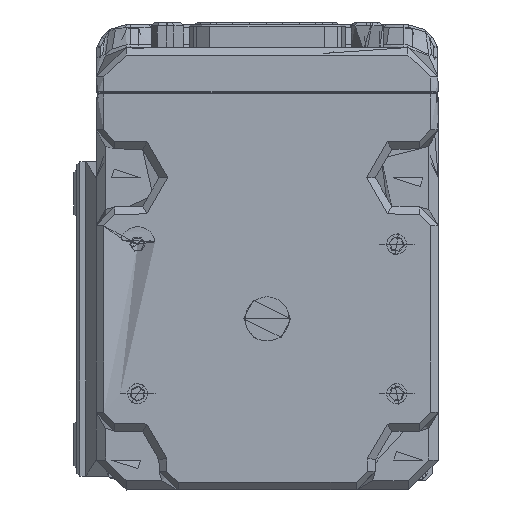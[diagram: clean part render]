
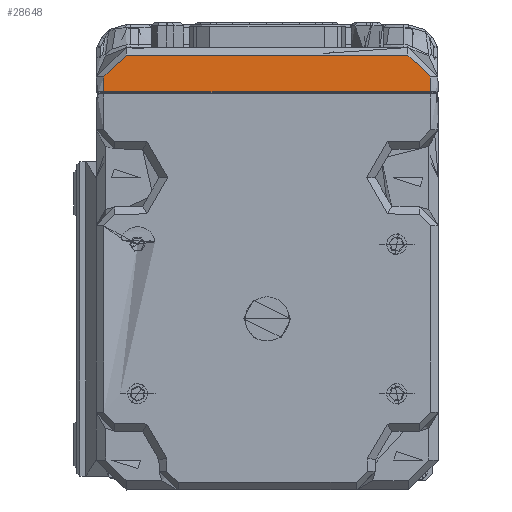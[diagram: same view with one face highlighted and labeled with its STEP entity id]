
A CAD part, left-side view. The second image highlights one B-rep face of the part: STEP entity #28648.
In plain terms, the highlighted planar face has unit normal (1, 0, -0.018).
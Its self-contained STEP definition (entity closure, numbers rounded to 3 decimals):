
#470 = ORIENTED_EDGE ( 'NONE', *, *, #29877, .F. ) ;
#2263 = CARTESIAN_POINT ( 'NONE',  ( -124.835, 3.213, 43.999 ) ) ;
#4050 = CARTESIAN_POINT ( 'NONE',  ( -124.859, 1.206, 42.677 ) ) ;
#4713 = CARTESIAN_POINT ( 'NONE',  ( -124.881, 54.827, 41.378 ) ) ;
#7832 = ORIENTED_EDGE ( 'NONE', *, *, #31746, .F. ) ;
#10473 = EDGE_LOOP ( 'NONE', ( #34022, #28820, #46035, #7832, #470, #15579 ) ) ;
#10938 = VERTEX_POINT ( 'NONE', #48473 ) ;
#10989 = EDGE_CURVE ( 'NONE', #12533, #78099, #23251, .T. ) ;
#11721 = PLANE ( 'NONE',  #70353 ) ;
#12378 = CARTESIAN_POINT ( 'NONE',  ( -124.847, 53.483, 43.342 ) ) ;
#12533 = VERTEX_POINT ( 'NONE', #20883 ) ;
#12830 = CARTESIAN_POINT ( 'NONE',  ( -124.834, 51.469, 44.091 ) ) ;
#15579 = ORIENTED_EDGE ( 'NONE', *, *, #21054, .T. ) ;
#17567 = VERTEX_POINT ( 'NONE', #38920 ) ;
#17711 = CARTESIAN_POINT ( 'NONE',  ( -124.898, 0.44, 40.423 ) ) ;
#18201 = B_SPLINE_CURVE_WITH_KNOTS ( 'NONE', 3,
 ( #82199, #81771, #39729, #20297 ),
 .UNSPECIFIED., .F., .F.,
 ( 4, 4 ),
 ( 0., 1. ),
 .UNSPECIFIED. ) ;
#19551 = CARTESIAN_POINT ( 'NONE',  ( -124.926, 0.411, 38.791 ) ) ;
#20297 = CARTESIAN_POINT ( 'NONE',  ( -124.941, 55.003, 37.975 ) ) ;
#20385 = B_SPLINE_CURVE_WITH_KNOTS ( 'NONE', 3,
 ( #74732, #19551, #52546, #17711 ),
 .UNSPECIFIED., .F., .F.,
 ( 4, 4 ),
 ( 0., 1. ),
 .UNSPECIFIED. ) ;
#20883 = CARTESIAN_POINT ( 'NONE',  ( -124.834, 4.173, 44.091 ) ) ;
#21054 = EDGE_CURVE ( 'NONE', #17567, #12533, #32396, .T. ) ;
#21489 = VERTEX_POINT ( 'NONE', #59046 ) ;
#22672 = B_SPLINE_CURVE_WITH_KNOTS ( 'NONE', 3,
 ( #26838, #12830, #60328, #60779, #82004, #66708, #52652, #12378, #80660, #34048, #88329, #73928, #68481, #67593, #4713, #39964, #32252, #75286 ),
 .UNSPECIFIED., .F., .F.,
 ( 4, 2, 2, 2, 2, 2, 2, 2, 4 ),
 ( 0., 0.125, 0.25, 0.375, 0.5, 0.625, 0.75, 0.875, 1. ),
 .UNSPECIFIED. ) ;
#23019 = CARTESIAN_POINT ( 'NONE',  ( -124.834, 51.227, 44.091 ) ) ;
#23251 = B_SPLINE_CURVE_WITH_KNOTS ( 'NONE', 3,
 ( #36633, #64267, #2263, #29825, #57431, #4050, #59216, #25327, #52892, #81360 ),
 .UNSPECIFIED., .F., .F.,
 ( 4, 2, 2, 2, 4 ),
 ( 0., 0.25, 0.5, 0.75, 1. ),
 .UNSPECIFIED. ) ;
#24494 = EDGE_CURVE ( 'NONE', #10938, #78099, #20385, .T. ) ;
#25327 = CARTESIAN_POINT ( 'NONE',  ( -124.881, 0.549, 41.381 ) ) ;
#26212 = FACE_OUTER_BOUND ( 'NONE', #10473, .T. ) ;
#26307 = B_SPLINE_CURVE_WITH_KNOTS ( 'NONE', 3,
 ( #71040, #43882, #62935, #28531 ),
 .UNSPECIFIED., .F., .F.,
 ( 4, 4 ),
 ( 0., 1. ),
 .UNSPECIFIED. ) ;
#26838 = CARTESIAN_POINT ( 'NONE',  ( -124.834, 51.227, 44.091 ) ) ;
#26931 = CARTESIAN_POINT ( 'NONE',  ( -124.941, 55.003, 37.975 ) ) ;
#27935 = DIRECTION ( 'NONE',  ( 0., -1., 0. ) ) ;
#28531 = CARTESIAN_POINT ( 'NONE',  ( -124.941, 0.397, 37.975 ) ) ;
#28648 = ADVANCED_FACE ( 'NONE', ( #26212 ), #11721, .F. ) ;
#28820 = ORIENTED_EDGE ( 'NONE', *, *, #24494, .F. ) ;
#29825 = CARTESIAN_POINT ( 'NONE',  ( -124.842, 2.306, 43.627 ) ) ;
#29877 = EDGE_CURVE ( 'NONE', #17567, #21489, #22672, .T. ) ;
#31746 = EDGE_CURVE ( 'NONE', #21489, #32685, #18201, .T. ) ;
#32252 = CARTESIAN_POINT ( 'NONE',  ( -124.894, 54.956, 40.664 ) ) ;
#32396 = B_SPLINE_CURVE_WITH_KNOTS ( 'NONE', 3,
 ( #23019, #42488, #50630, #64679 ),
 .UNSPECIFIED., .F., .F.,
 ( 4, 4 ),
 ( 0., 1. ),
 .UNSPECIFIED. ) ;
#32685 = VERTEX_POINT ( 'NONE', #26931 ) ;
#34022 = ORIENTED_EDGE ( 'NONE', *, *, #10989, .T. ) ;
#34048 = CARTESIAN_POINT ( 'NONE',  ( -124.855, 54.016, 42.851 ) ) ;
#36633 = CARTESIAN_POINT ( 'NONE',  ( -124.834, 4.173, 44.091 ) ) ;
#38920 = CARTESIAN_POINT ( 'NONE',  ( -124.834, 51.227, 44.091 ) ) ;
#39729 = CARTESIAN_POINT ( 'NONE',  ( -124.926, 54.989, 38.791 ) ) ;
#39964 = CARTESIAN_POINT ( 'NONE',  ( -124.889, 54.928, 40.905 ) ) ;
#42488 = CARTESIAN_POINT ( 'NONE',  ( -124.834, 35.542, 44.091 ) ) ;
#43882 = CARTESIAN_POINT ( 'NONE',  ( -124.941, 36.801, 37.975 ) ) ;
#46035 = ORIENTED_EDGE ( 'NONE', *, *, #83204, .F. ) ;
#48473 = CARTESIAN_POINT ( 'NONE',  ( -124.941, 0.397, 37.975 ) ) ;
#50630 = CARTESIAN_POINT ( 'NONE',  ( -124.834, 19.858, 44.091 ) ) ;
#52546 = CARTESIAN_POINT ( 'NONE',  ( -124.912, 0.426, 39.607 ) ) ;
#52652 = CARTESIAN_POINT ( 'NONE',  ( -124.842, 53.079, 43.608 ) ) ;
#52892 = CARTESIAN_POINT ( 'NONE',  ( -124.889, 0.448, 40.912 ) ) ;
#57431 = CARTESIAN_POINT ( 'NONE',  ( -124.847, 1.905, 43.364 ) ) ;
#59046 = CARTESIAN_POINT ( 'NONE',  ( -124.898, 54.96, 40.423 ) ) ;
#59216 = CARTESIAN_POINT ( 'NONE',  ( -124.865, 0.936, 42.281 ) ) ;
#60328 = CARTESIAN_POINT ( 'NONE',  ( -124.834, 51.71, 44.068 ) ) ;
#60779 = CARTESIAN_POINT ( 'NONE',  ( -124.836, 52.185, 43.974 ) ) ;
#62935 = CARTESIAN_POINT ( 'NONE',  ( -124.941, 18.599, 37.975 ) ) ;
#63242 = DIRECTION ( 'NONE',  ( -1., 0., 0.017 ) ) ;
#64267 = CARTESIAN_POINT ( 'NONE',  ( -124.834, 3.683, 44.091 ) ) ;
#64679 = CARTESIAN_POINT ( 'NONE',  ( -124.834, 4.173, 44.091 ) ) ;
#66708 = CARTESIAN_POINT ( 'NONE',  ( -124.84, 52.864, 43.722 ) ) ;
#67593 = CARTESIAN_POINT ( 'NONE',  ( -124.877, 54.753, 41.609 ) ) ;
#68481 = CARTESIAN_POINT ( 'NONE',  ( -124.869, 54.562, 42.053 ) ) ;
#69842 = CARTESIAN_POINT ( 'NONE',  ( -124.898, 0.44, 40.423 ) ) ;
#70353 = AXIS2_PLACEMENT_3D ( 'NONE', #76825, #63242, #27935 ) ;
#71040 = CARTESIAN_POINT ( 'NONE',  ( -124.941, 55.003, 37.975 ) ) ;
#73928 = CARTESIAN_POINT ( 'NONE',  ( -124.866, 54.445, 42.266 ) ) ;
#74732 = CARTESIAN_POINT ( 'NONE',  ( -124.941, 0.397, 37.975 ) ) ;
#75286 = CARTESIAN_POINT ( 'NONE',  ( -124.898, 54.96, 40.423 ) ) ;
#76825 = CARTESIAN_POINT ( 'NONE',  ( -124.887, 55.331, 41.033 ) ) ;
#78099 = VERTEX_POINT ( 'NONE', #69842 ) ;
#80660 = CARTESIAN_POINT ( 'NONE',  ( -124.85, 53.672, 43.19 ) ) ;
#81360 = CARTESIAN_POINT ( 'NONE',  ( -124.898, 0.44, 40.423 ) ) ;
#81771 = CARTESIAN_POINT ( 'NONE',  ( -124.912, 54.974, 39.607 ) ) ;
#82004 = CARTESIAN_POINT ( 'NONE',  ( -124.837, 52.417, 43.905 ) ) ;
#82199 = CARTESIAN_POINT ( 'NONE',  ( -124.898, 54.96, 40.423 ) ) ;
#83204 = EDGE_CURVE ( 'NONE', #32685, #10938, #26307, .T. ) ;
#88329 = CARTESIAN_POINT ( 'NONE',  ( -124.859, 54.172, 42.665 ) ) ;
